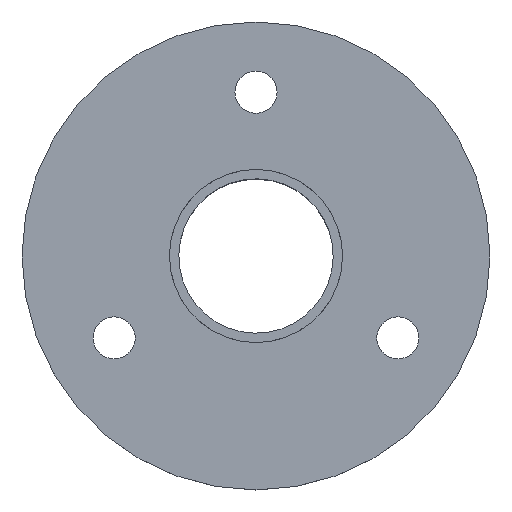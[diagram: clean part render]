
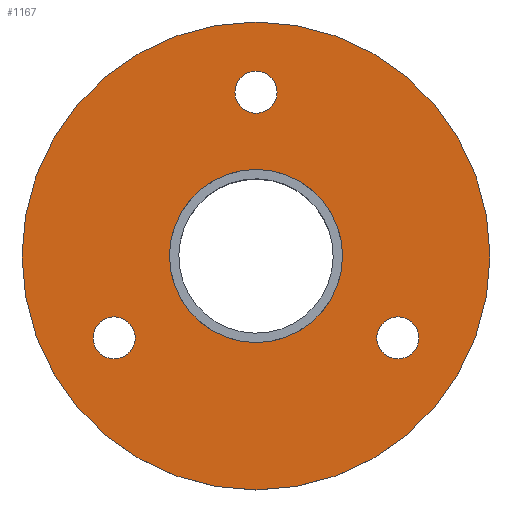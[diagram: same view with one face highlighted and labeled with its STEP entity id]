
A CAD part, top view. The second image highlights one B-rep face of the part: STEP entity #1167.
In plain terms, the highlighted planar face has unit normal (0, 0, 1).
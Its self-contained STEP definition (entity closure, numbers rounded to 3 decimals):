
#1 = AXIS2_PLACEMENT_3D ( 'NONE', #959, #1080, #1175 ) ;
#4 = DIRECTION ( 'NONE',  ( 0., 0., 1. ) ) ;
#8 = ORIENTED_EDGE ( 'NONE', *, *, #1172, .T. ) ;
#10 = DIRECTION ( 'NONE',  ( 1., 0., 0. ) ) ;
#25 = VERTEX_POINT ( 'NONE', #26 ) ;
#26 = CARTESIAN_POINT ( 'NONE',  ( -34.811, -17.5, 6. ) ) ;
#31 = ORIENTED_EDGE ( 'NONE', *, *, #145, .F. ) ;
#41 = VERTEX_POINT ( 'NONE', #1191 ) ;
#49 = EDGE_CURVE ( 'NONE', #25, #273, #377, .T. ) ;
#64 = AXIS2_PLACEMENT_3D ( 'NONE', #880, #692, #489 ) ;
#77 = AXIS2_PLACEMENT_3D ( 'NONE', #921, #789, #170 ) ;
#102 = CIRCLE ( 'NONE', #1020, 50. ) ;
#103 = CARTESIAN_POINT ( 'NONE',  ( 0., 0., 6. ) ) ;
#107 = EDGE_LOOP ( 'NONE', ( #1129, #515 ) ) ;
#121 = CARTESIAN_POINT ( 'NONE',  ( -30.311, -17.5, 6. ) ) ;
#145 = EDGE_CURVE ( 'NONE', #41, #565, #311, .T. ) ;
#159 = CIRCLE ( 'NONE', #77, 4.5 ) ;
#166 = CARTESIAN_POINT ( 'NONE',  ( -25.811, -17.5, 6. ) ) ;
#170 = DIRECTION ( 'NONE',  ( 1., 0., 0. ) ) ;
#187 = ORIENTED_EDGE ( 'NONE', *, *, #427, .F. ) ;
#216 = VERTEX_POINT ( 'NONE', #385 ) ;
#221 = AXIS2_PLACEMENT_3D ( 'NONE', #1346, #400, #10 ) ;
#258 = DIRECTION ( 'NONE',  ( 1., 0., 0. ) ) ;
#262 = EDGE_CURVE ( 'NONE', #646, #216, #662, .T. ) ;
#270 = DIRECTION ( 'NONE',  ( 1., 0., 0. ) ) ;
#273 = VERTEX_POINT ( 'NONE', #166 ) ;
#311 = CIRCLE ( 'NONE', #1079, 18.5 ) ;
#316 = ORIENTED_EDGE ( 'NONE', *, *, #262, .F. ) ;
#320 = DIRECTION ( 'NONE',  ( 1., 0., 0. ) ) ;
#365 = VERTEX_POINT ( 'NONE', #1248 ) ;
#377 = CIRCLE ( 'NONE', #967, 4.5 ) ;
#385 = CARTESIAN_POINT ( 'NONE',  ( 4.5, 35., 6. ) ) ;
#400 = DIRECTION ( 'NONE',  ( 0., 0., 1. ) ) ;
#405 = EDGE_LOOP ( 'NONE', ( #626, #8 ) ) ;
#408 = DIRECTION ( 'NONE',  ( 1., 0., 0. ) ) ;
#415 = FACE_OUTER_BOUND ( 'NONE', #405, .T. ) ;
#426 = CIRCLE ( 'NONE', #461, 4.5 ) ;
#427 = EDGE_CURVE ( 'NONE', #1147, #664, #159, .T. ) ;
#429 = DIRECTION ( 'NONE',  ( 1., 0., 0. ) ) ;
#440 = CARTESIAN_POINT ( 'NONE',  ( -30.311, -17.5, 6. ) ) ;
#447 = EDGE_CURVE ( 'NONE', #216, #646, #771, .T. ) ;
#461 = AXIS2_PLACEMENT_3D ( 'NONE', #121, #827, #429 ) ;
#464 = DIRECTION ( 'NONE',  ( 0., 0., 1. ) ) ;
#489 = DIRECTION ( 'NONE',  ( 1., 0., 0. ) ) ;
#492 = CARTESIAN_POINT ( 'NONE',  ( 0., 35., 6. ) ) ;
#500 = CIRCLE ( 'NONE', #221, 4.5 ) ;
#508 = FACE_BOUND ( 'NONE', #965, .T. ) ;
#515 = ORIENTED_EDGE ( 'NONE', *, *, #1178, .F. ) ;
#521 = FACE_BOUND ( 'NONE', #107, .T. ) ;
#534 = AXIS2_PLACEMENT_3D ( 'NONE', #492, #600, #805 ) ;
#565 = VERTEX_POINT ( 'NONE', #616 ) ;
#576 = VERTEX_POINT ( 'NONE', #799 ) ;
#600 = DIRECTION ( 'NONE',  ( 0., 0., 1. ) ) ;
#616 = CARTESIAN_POINT ( 'NONE',  ( 18.5, 0., 6. ) ) ;
#626 = ORIENTED_EDGE ( 'NONE', *, *, #1344, .T. ) ;
#635 = CARTESIAN_POINT ( 'NONE',  ( -4.5, 35., 6. ) ) ;
#639 = CARTESIAN_POINT ( 'NONE',  ( 25.811, -17.5, 6. ) ) ;
#646 = VERTEX_POINT ( 'NONE', #635 ) ;
#662 = CIRCLE ( 'NONE', #64, 4.5 ) ;
#664 = VERTEX_POINT ( 'NONE', #929 ) ;
#668 = DIRECTION ( 'NONE',  ( 1., 0., 0. ) ) ;
#692 = DIRECTION ( 'NONE',  ( 0., 0., 1. ) ) ;
#748 = DIRECTION ( 'NONE',  ( 0., 0., 1. ) ) ;
#759 = DIRECTION ( 'NONE',  ( 0., 0., 1. ) ) ;
#771 = CIRCLE ( 'NONE', #534, 4.5 ) ;
#786 = CARTESIAN_POINT ( 'NONE',  ( 0., 0., 6. ) ) ;
#789 = DIRECTION ( 'NONE',  ( 0., 0., 1. ) ) ;
#790 = CARTESIAN_POINT ( 'NONE',  ( 0., 0., 6. ) ) ;
#799 = CARTESIAN_POINT ( 'NONE',  ( -50., 0., 6. ) ) ;
#805 = DIRECTION ( 'NONE',  ( 1., 0., 0. ) ) ;
#808 = AXIS2_PLACEMENT_3D ( 'NONE', #790, #1004, #270 ) ;
#815 = EDGE_LOOP ( 'NONE', ( #187, #940 ) ) ;
#817 = FACE_BOUND ( 'NONE', #815, .T. ) ;
#827 = DIRECTION ( 'NONE',  ( 0., 0., 1. ) ) ;
#832 = FACE_BOUND ( 'NONE', #1247, .T. ) ;
#880 = CARTESIAN_POINT ( 'NONE',  ( 0., 35., 6. ) ) ;
#883 = EDGE_CURVE ( 'NONE', #565, #41, #1176, .T. ) ;
#894 = ORIENTED_EDGE ( 'NONE', *, *, #883, .F. ) ;
#921 = CARTESIAN_POINT ( 'NONE',  ( 30.311, -17.5, 6. ) ) ;
#927 = PLANE ( 'NONE',  #1067 ) ;
#929 = CARTESIAN_POINT ( 'NONE',  ( 34.811, -17.5, 6. ) ) ;
#940 = ORIENTED_EDGE ( 'NONE', *, *, #1268, .F. ) ;
#943 = ORIENTED_EDGE ( 'NONE', *, *, #447, .F. ) ;
#959 = CARTESIAN_POINT ( 'NONE',  ( 0., 0., 6. ) ) ;
#965 = EDGE_LOOP ( 'NONE', ( #316, #943 ) ) ;
#967 = AXIS2_PLACEMENT_3D ( 'NONE', #440, #759, #668 ) ;
#1004 = DIRECTION ( 'NONE',  ( 0., 0., 1. ) ) ;
#1020 = AXIS2_PLACEMENT_3D ( 'NONE', #1166, #748, #408 ) ;
#1067 = AXIS2_PLACEMENT_3D ( 'NONE', #103, #4, #320 ) ;
#1079 = AXIS2_PLACEMENT_3D ( 'NONE', #786, #464, #258 ) ;
#1080 = DIRECTION ( 'NONE',  ( 0., 0., 1. ) ) ;
#1129 = ORIENTED_EDGE ( 'NONE', *, *, #49, .F. ) ;
#1147 = VERTEX_POINT ( 'NONE', #639 ) ;
#1166 = CARTESIAN_POINT ( 'NONE',  ( 0., 0., 6. ) ) ;
#1167 = ADVANCED_FACE ( 'NONE', ( #508, #521, #817, #415, #832 ), #927, .T. ) ;
#1172 = EDGE_CURVE ( 'NONE', #365, #576, #102, .T. ) ;
#1175 = DIRECTION ( 'NONE',  ( 1., 0., 0. ) ) ;
#1176 = CIRCLE ( 'NONE', #1, 18.5 ) ;
#1178 = EDGE_CURVE ( 'NONE', #273, #25, #426, .T. ) ;
#1191 = CARTESIAN_POINT ( 'NONE',  ( -18.5, 0., 6. ) ) ;
#1247 = EDGE_LOOP ( 'NONE', ( #31, #894 ) ) ;
#1248 = CARTESIAN_POINT ( 'NONE',  ( 50., 0., 6. ) ) ;
#1268 = EDGE_CURVE ( 'NONE', #664, #1147, #500, .T. ) ;
#1276 = CIRCLE ( 'NONE', #808, 50. ) ;
#1344 = EDGE_CURVE ( 'NONE', #576, #365, #1276, .T. ) ;
#1346 = CARTESIAN_POINT ( 'NONE',  ( 30.311, -17.5, 6. ) ) ;
